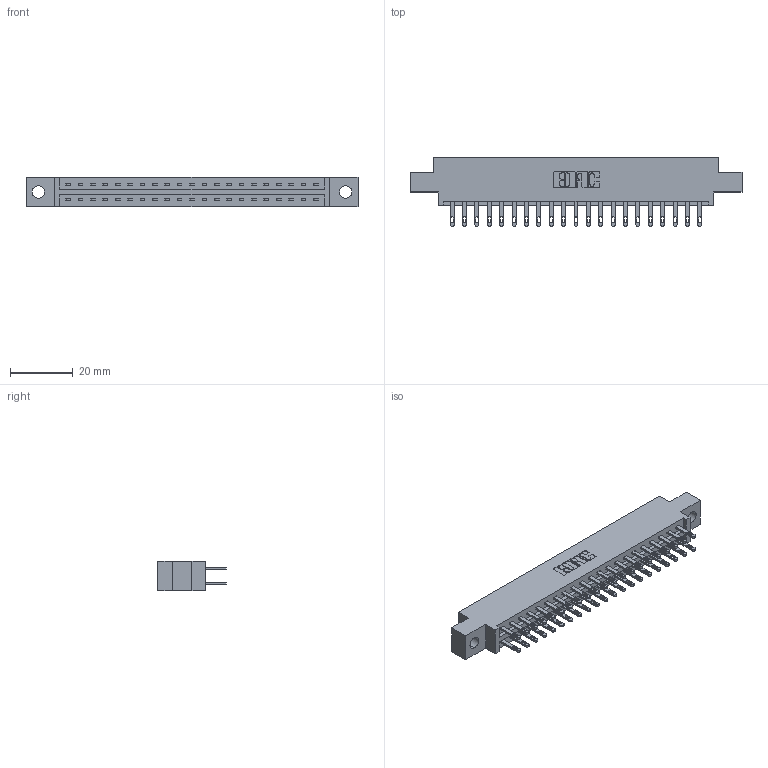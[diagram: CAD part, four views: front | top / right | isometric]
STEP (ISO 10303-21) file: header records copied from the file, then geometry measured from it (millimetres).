
FILE_DESCRIPTION (( 'STEP AP203' ), '1' );
FILE_NAME ('887-042-500-804.STEP', '2020-09-21T00:09:43', ( '' ), ( '' ), 'SwSTEP 2.0', 'SolidWorks 2020', '' );
FILE_SCHEMA (( 'CONFIG_CONTROL_DESIGN' ));
Length unit declared in the file: inch
Products named in the file (3): 887-042-500-804; 837 Part_0.170 Offset - 0.156 Dia-TH; 345-292-001_345-293-100
Assembly tree (43 placements, depth 2):
  887-042-500-804
    837 Part_0.170 Offset - 0.156 Dia-TH
    345-292-001_345-293-100  x42
Bounding box: 106.22 x 21.85 x 9.4 mm (x, y, z)
Volume: 10838.1 mm3; surface area: 12419.7 mm2
Topology: 43 solids, 43 shells, 2218 faces, 6749 edges, 4498 vertices
Faces by surface type: plane 1418, cylinder 800
Entity records: 19063 total; most frequent: CARTESIAN_POINT 3230, ORIENTED_EDGE 3166, DIRECTION 2787, EDGE_CURVE 1583, VECTOR 1451, LINE 1451, VERTEX_POINT 1054, AXIS2_PLACEMENT_3D 668
